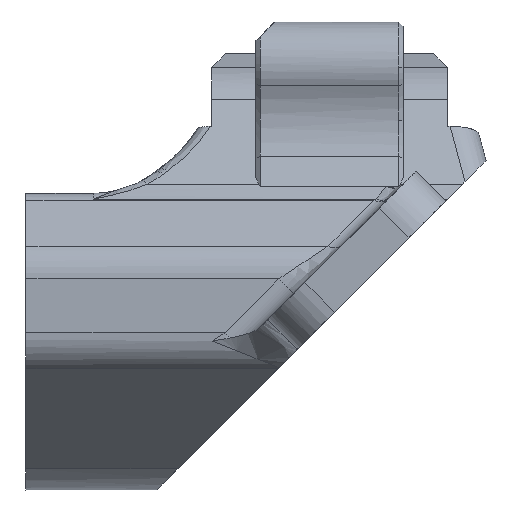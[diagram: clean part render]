
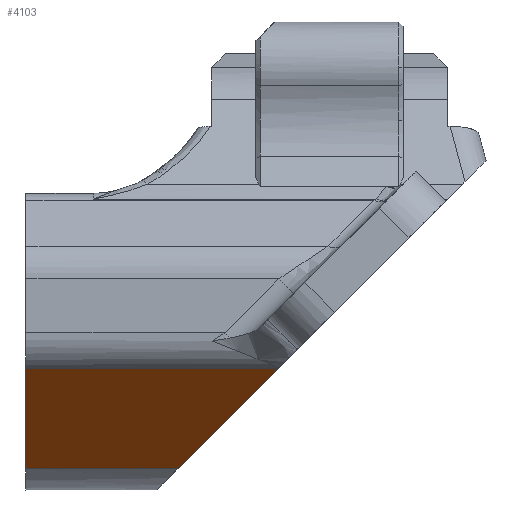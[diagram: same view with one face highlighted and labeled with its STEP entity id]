
A CAD part, front view. The second image highlights one B-rep face of the part: STEP entity #4103.
In plain terms, the highlighted planar face has unit normal (0, -0.502, -0.865).
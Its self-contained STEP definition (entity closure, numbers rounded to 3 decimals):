
#82 = CARTESIAN_POINT ( 'NONE',  ( -13.57, -7.726, 18.228 ) ) ;
#156 = AXIS2_PLACEMENT_3D ( 'NONE', #783, #7381, #7029 ) ;
#706 = VERTEX_POINT ( 'NONE', #8235 ) ;
#783 = CARTESIAN_POINT ( 'NONE',  ( -22.071, -24.111, 27.734 ) ) ;
#1328 = DIRECTION ( 'NONE',  ( -1., 0., 0. ) ) ;
#1727 = LINE ( 'NONE', #9870, #10038 ) ;
#2087 = ORIENTED_EDGE ( 'NONE', *, *, #5663, .F. ) ;
#2096 = VERTEX_POINT ( 'NONE', #82 ) ;
#2658 = EDGE_CURVE ( 'NONE', #7875, #2096, #9039, .T. ) ;
#2741 = DIRECTION ( 'NONE',  ( 0., -0.865, 0.502 ) ) ;
#2906 = EDGE_CURVE ( 'NONE', #2096, #706, #8277, .T. ) ;
#2999 = CARTESIAN_POINT ( 'NONE',  ( 0.906, -7.726, 18.228 ) ) ;
#3355 = ORIENTED_EDGE ( 'NONE', *, *, #2906, .F. ) ;
#3557 = CARTESIAN_POINT ( 'NONE',  ( -13.57, -24.111, 27.734 ) ) ;
#3887 = FACE_OUTER_BOUND ( 'NONE', #7727, .T. ) ;
#4103 = ADVANCED_FACE ( 'NONE', ( #3887 ), #5741, .T. ) ;
#4270 = CARTESIAN_POINT ( 'NONE',  ( -22.071, -24.11, 27.733 ) ) ;
#5054 = DIRECTION ( 'NONE',  ( -1., 0., 0. ) ) ;
#5200 = VECTOR ( 'NONE', #5054, 1000. ) ;
#5663 = EDGE_CURVE ( 'NONE', #8000, #7875, #1727, .T. ) ;
#5741 = PLANE ( 'NONE',  #156 ) ;
#6533 = DIRECTION ( 'NONE',  ( -0.449, 0.773, -0.449 ) ) ;
#6731 = VECTOR ( 'NONE', #2741, 1000. ) ;
#6898 = ORIENTED_EDGE ( 'NONE', *, *, #2658, .F. ) ;
#7029 = DIRECTION ( 'NONE',  ( 0., 0.865, -0.502 ) ) ;
#7037 = ORIENTED_EDGE ( 'NONE', *, *, #10324, .T. ) ;
#7362 = LINE ( 'NONE', #4270, #5200 ) ;
#7381 = DIRECTION ( 'NONE',  ( 0., -0.502, -0.865 ) ) ;
#7727 = EDGE_LOOP ( 'NONE', ( #3355, #6898, #2087, #7037 ) ) ;
#7875 = VERTEX_POINT ( 'NONE', #2999 ) ;
#8000 = VERTEX_POINT ( 'NONE', #8338 ) ;
#8235 = CARTESIAN_POINT ( 'NONE',  ( -13.57, -24.11, 27.733 ) ) ;
#8277 = LINE ( 'NONE', #3557, #6731 ) ;
#8338 = CARTESIAN_POINT ( 'NONE',  ( 10.411, -24.11, 27.733 ) ) ;
#8828 = CARTESIAN_POINT ( 'NONE',  ( 0.906, -7.726, 18.228 ) ) ;
#9029 = VECTOR ( 'NONE', #1328, 1000. ) ;
#9039 = LINE ( 'NONE', #8828, #9029 ) ;
#9870 = CARTESIAN_POINT ( 'NONE',  ( 10.411, -24.11, 27.733 ) ) ;
#10038 = VECTOR ( 'NONE', #6533, 1000. ) ;
#10324 = EDGE_CURVE ( 'NONE', #8000, #706, #7362, .T. ) ;
